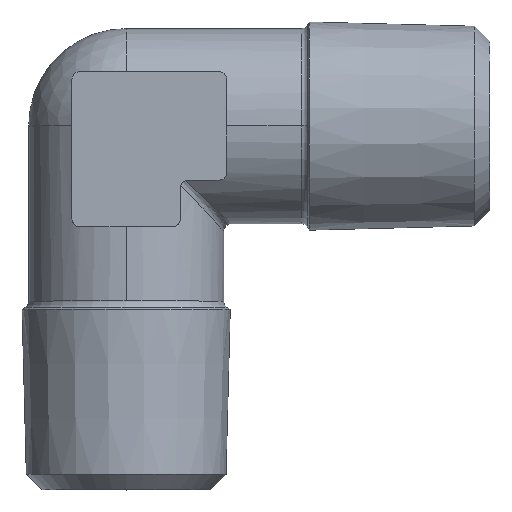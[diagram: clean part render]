
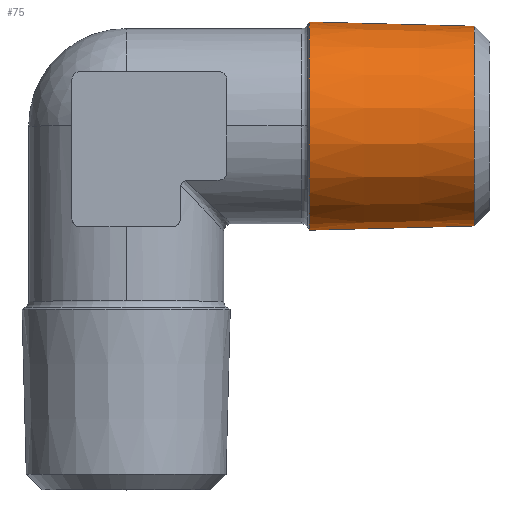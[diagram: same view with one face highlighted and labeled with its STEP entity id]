
A CAD part, top view. The second image highlights one B-rep face of the part: STEP entity #75.
In plain terms, the highlighted conical face has half-angle 1.47 degrees and reference radius 6.732 mm.
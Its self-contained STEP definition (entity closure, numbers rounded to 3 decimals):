
#11 = EDGE_LOOP ( 'NONE', ( #76, #69, #62, #70, #65 ) ) ;
#62 = ORIENTED_EDGE ( 'NONE', *, *, #63, .F. ) ;
#63 = EDGE_CURVE ( 'NONE', #80, #72, #925, .T. ) ;
#64 = EDGE_CURVE ( 'NONE', #71, #80, #903, .T. ) ;
#65 = ORIENTED_EDGE ( 'NONE', *, *, #66, .F. ) ;
#66 = EDGE_CURVE ( 'NONE', #68, #71, #899, .T. ) ;
#68 = VERTEX_POINT ( 'NONE', #960 ) ;
#69 = ORIENTED_EDGE ( 'NONE', *, *, #81, .T. ) ;
#70 = ORIENTED_EDGE ( 'NONE', *, *, #64, .F. ) ;
#71 = VERTEX_POINT ( 'NONE', #959 ) ;
#72 = VERTEX_POINT ( 'NONE', #958 ) ;
#74 = EDGE_CURVE ( 'NONE', #141, #68, #868, .T. ) ;
#75 = ADVANCED_FACE ( 'NONE', ( #869 ), #863, .T. ) ;
#76 = ORIENTED_EDGE ( 'NONE', *, *, #74, .F. ) ;
#80 = VERTEX_POINT ( 'NONE', #885 ) ;
#81 = EDGE_CURVE ( 'NONE', #141, #72, #884, .T. ) ;
#141 = VERTEX_POINT ( 'NONE', #944 ) ;
#861 = CARTESIAN_POINT ( 'NONE',  ( 11.5, 0., 0. ) ) ;
#862 = AXIS2_PLACEMENT_3D ( 'NONE', #861, #897, #896 ) ;
#863 = CONICAL_SURFACE ( 'NONE', #862, 6.732, 0.026 ) ;
#864 = DIRECTION ( 'NONE',  ( 0., 1., 0. ) ) ;
#865 = DIRECTION ( 'NONE',  ( 1., 0., 0. ) ) ;
#866 = CARTESIAN_POINT ( 'NONE',  ( 22.5, 0., 0. ) ) ;
#867 = AXIS2_PLACEMENT_3D ( 'NONE', #866, #865, #864 ) ;
#868 = CIRCLE ( 'NONE', #867, 6.45 ) ;
#869 = FACE_OUTER_BOUND ( 'NONE', #11, .T. ) ;
#881 = DIRECTION ( 'NONE',  ( -1., 0.026, 0. ) ) ;
#882 = VECTOR ( 'NONE', #881, 1000. ) ;
#883 = CARTESIAN_POINT ( 'NONE',  ( 11.5, 6.732, 0. ) ) ;
#884 = LINE ( 'NONE', #883, #882 ) ;
#885 = CARTESIAN_POINT ( 'NONE',  ( 11.84, 0., 6.724 ) ) ;
#896 = DIRECTION ( 'NONE',  ( 0., -1., 0. ) ) ;
#897 = DIRECTION ( 'NONE',  ( -1., 0., 0. ) ) ;
#899 = LINE ( 'NONE', #963, #962 ) ;
#900 = DIRECTION ( 'NONE',  ( 0., -1., 0. ) ) ;
#901 = DIRECTION ( 'NONE',  ( -1., 0., 0. ) ) ;
#902 = AXIS2_PLACEMENT_3D ( 'NONE', #926, #901, #900 ) ;
#903 = CIRCLE ( 'NONE', #902, 6.724 ) ;
#916 = CARTESIAN_POINT ( 'NONE',  ( 11.84, 0., 0. ) ) ;
#922 = DIRECTION ( 'NONE',  ( 0., -1., 0. ) ) ;
#923 = DIRECTION ( 'NONE',  ( -1., 0., 0. ) ) ;
#924 = AXIS2_PLACEMENT_3D ( 'NONE', #916, #923, #922 ) ;
#925 = CIRCLE ( 'NONE', #924, 6.724 ) ;
#926 = CARTESIAN_POINT ( 'NONE',  ( 11.84, 0., 0. ) ) ;
#944 = CARTESIAN_POINT ( 'NONE',  ( 22.5, 6.45, 0. ) ) ;
#958 = CARTESIAN_POINT ( 'NONE',  ( 11.84, 6.724, 0. ) ) ;
#959 = CARTESIAN_POINT ( 'NONE',  ( 11.84, -6.724, 0. ) ) ;
#960 = CARTESIAN_POINT ( 'NONE',  ( 22.5, -6.45, 0. ) ) ;
#961 = DIRECTION ( 'NONE',  ( -1., -0.026, 0. ) ) ;
#962 = VECTOR ( 'NONE', #961, 1000. ) ;
#963 = CARTESIAN_POINT ( 'NONE',  ( 11.5, -6.732, 0. ) ) ;
